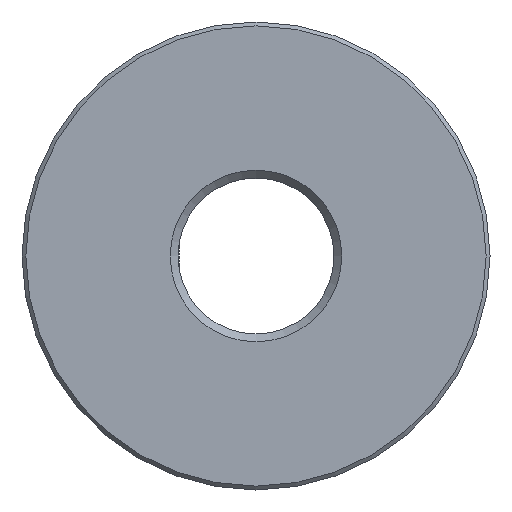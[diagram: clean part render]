
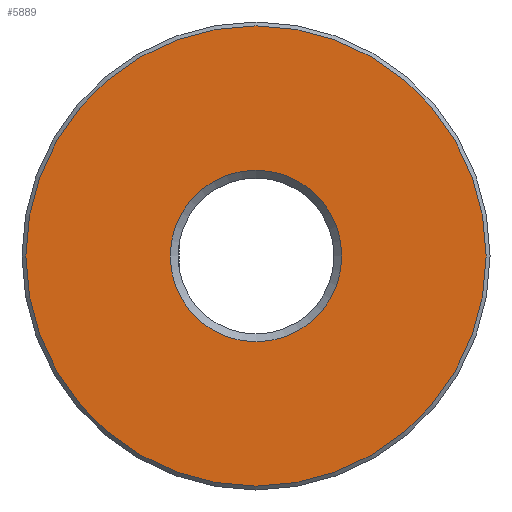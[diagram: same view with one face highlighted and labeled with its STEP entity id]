
A CAD part, front view. The second image highlights one B-rep face of the part: STEP entity #5889.
In plain terms, the highlighted planar face has unit normal (0, -1, 0).
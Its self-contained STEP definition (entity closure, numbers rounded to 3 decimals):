
#46=FACE_BOUND('',#620,.T.);
#68=PLANE('',#6261);
#281=FACE_OUTER_BOUND('',#619,.T.);
#619=EDGE_LOOP('',(#4047));
#620=EDGE_LOOP('',(#4048));
#907=CIRCLE('',#6260,5.5);
#908=CIRCLE('',#6262,14.75);
#2162=VERTEX_POINT('',#13151);
#2163=VERTEX_POINT('',#13155);
#2872=EDGE_CURVE('',#2162,#2162,#907,.T.);
#2874=EDGE_CURVE('',#2163,#2163,#908,.T.);
#4047=ORIENTED_EDGE('',*,*,#2874,.F.);
#4048=ORIENTED_EDGE('',*,*,#2872,.F.);
#5889=ADVANCED_FACE('',(#281,#46),#68,.T.);
#6260=AXIS2_PLACEMENT_3D('',#13152,#7271,#7272);
#6261=AXIS2_PLACEMENT_3D('',#13154,#7274,#7275);
#6262=AXIS2_PLACEMENT_3D('',#13156,#7276,#7277);
#7271=DIRECTION('center_axis',(0.,-1.,0.));
#7272=DIRECTION('ref_axis',(0.,0.,-1.));
#7274=DIRECTION('center_axis',(0.,-1.,0.));
#7275=DIRECTION('ref_axis',(0.,0.,-1.));
#7276=DIRECTION('center_axis',(0.,1.,0.));
#7277=DIRECTION('ref_axis',(0.,0.,-1.));
#13151=CARTESIAN_POINT('',(0.,0.,5.5));
#13152=CARTESIAN_POINT('Origin',(0.,0.,0.));
#13154=CARTESIAN_POINT('Origin',(0.,0.,15.));
#13155=CARTESIAN_POINT('',(0.,0.,14.75));
#13156=CARTESIAN_POINT('Origin',(0.,0.,0.));
